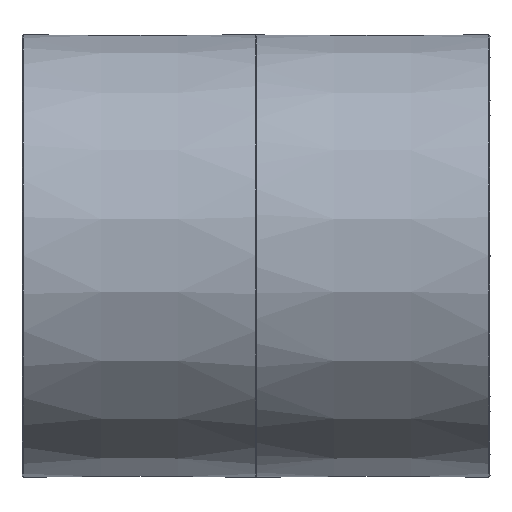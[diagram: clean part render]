
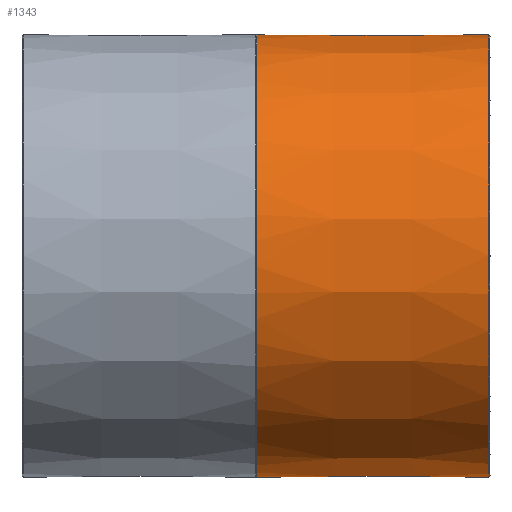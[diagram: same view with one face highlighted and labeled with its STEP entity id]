
A CAD part, top view. The second image highlights one B-rep face of the part: STEP entity #1343.
In plain terms, the highlighted conical face has half-angle 0.024 degrees and reference radius 112.55 mm.
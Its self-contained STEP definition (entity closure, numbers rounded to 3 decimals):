
#109=CONICAL_SURFACE('',#22896,112.55,0.024);
#1343=ADVANCED_FACE('',(#6004,#6005),#109,.T.);
#4564=B_SPLINE_CURVE_WITH_KNOTS('',3,(#33570,#33571,#33572,#33573,#33574,
#33575,#33576,#33577,#33578,#33579,#33580,#33581,#33582,#33583,#33584,#33585,
#33586,#33587,#33588,#33589,#33590,#33591,#33592,#33593,#33594,#33595,#33596,
#33597,#33598,#33599,#33600,#33601,#33602,#33603),.UNSPECIFIED.,.T.,.F.,
(2,2,2,2,2,2,2,2,2,2,2,2,2,2,2,2,2,2,2),(-0.063,0.,0.063,0.125,0.188,
0.25,0.313,0.375,0.438,0.5,0.563,0.625,0.688,0.75,0.813,0.875,0.938,
1.,1.063),.UNSPECIFIED.);
#6004=FACE_BOUND('',#6098,.T.);
#6005=FACE_BOUND('',#6099,.T.);
#6098=EDGE_LOOP('',(#8483));
#6099=EDGE_LOOP('',(#8484));
#7440=CIRCLE('',#22894,112.5);
#8483=ORIENTED_EDGE('',*,*,#17886,.T.);
#8484=ORIENTED_EDGE('',*,*,#17885,.F.);
#15502=VERTEX_POINT('',#33568);
#15503=VERTEX_POINT('',#33604);
#17885=EDGE_CURVE('',#15502,#15502,#7440,.T.);
#17886=EDGE_CURVE('',#15503,#15503,#4564,.T.);
#22894=AXIS2_PLACEMENT_3D('',#33567,#24439,#24440);
#22896=AXIS2_PLACEMENT_3D('',#33605,#24443,#24444);
#24439=DIRECTION('',(1.,0.,0.));
#24440=DIRECTION('',(0.,0.,-1.));
#24443=DIRECTION('',(-1.,0.,0.));
#24444=DIRECTION('',(0.,0.,1.));
#33567=CARTESIAN_POINT('',(81352.808,10733.665,0.));
#33568=CARTESIAN_POINT('',(81352.808,10733.665,-112.5));
#33570=CARTESIAN_POINT('',(81234.808,10718.932,-112.55));
#33571=CARTESIAN_POINT('',(81234.808,10748.398,-112.55));
#33572=CARTESIAN_POINT('',(81234.808,10763.125,-109.621));
#33573=CARTESIAN_POINT('',(81234.808,10790.347,-98.345));
#33574=CARTESIAN_POINT('',(81234.808,10802.832,-90.003));
#33575=CARTESIAN_POINT('',(81234.808,10823.667,-69.167));
#33576=CARTESIAN_POINT('',(81234.808,10832.01,-56.682));
#33577=CARTESIAN_POINT('',(81234.808,10843.286,-29.46));
#33578=CARTESIAN_POINT('',(81234.808,10846.215,-14.733));
#33579=CARTESIAN_POINT('',(81234.808,10846.215,14.733));
#33580=CARTESIAN_POINT('',(81234.808,10843.286,29.46));
#33581=CARTESIAN_POINT('',(81234.808,10832.01,56.682));
#33582=CARTESIAN_POINT('',(81234.808,10823.667,69.167));
#33583=CARTESIAN_POINT('',(81234.808,10802.832,90.003));
#33584=CARTESIAN_POINT('',(81234.808,10790.347,98.345));
#33585=CARTESIAN_POINT('',(81234.808,10763.125,109.621));
#33586=CARTESIAN_POINT('',(81234.808,10748.398,112.55));
#33587=CARTESIAN_POINT('',(81234.808,10718.932,112.55));
#33588=CARTESIAN_POINT('',(81234.808,10704.205,109.621));
#33589=CARTESIAN_POINT('',(81234.808,10676.983,98.345));
#33590=CARTESIAN_POINT('',(81234.808,10664.498,90.003));
#33591=CARTESIAN_POINT('',(81234.808,10643.662,69.167));
#33592=CARTESIAN_POINT('',(81234.808,10635.32,56.682));
#33593=CARTESIAN_POINT('',(81234.808,10624.044,29.46));
#33594=CARTESIAN_POINT('',(81234.808,10621.115,14.733));
#33595=CARTESIAN_POINT('',(81234.808,10621.115,-14.733));
#33596=CARTESIAN_POINT('',(81234.808,10624.044,-29.46));
#33597=CARTESIAN_POINT('',(81234.808,10635.32,-56.682));
#33598=CARTESIAN_POINT('',(81234.808,10643.662,-69.167));
#33599=CARTESIAN_POINT('',(81234.808,10664.498,-90.003));
#33600=CARTESIAN_POINT('',(81234.808,10676.983,-98.345));
#33601=CARTESIAN_POINT('',(81234.808,10704.205,-109.621));
#33602=CARTESIAN_POINT('',(81234.808,10718.932,-112.55));
#33603=CARTESIAN_POINT('',(81234.808,10748.398,-112.55));
#33604=CARTESIAN_POINT('',(81234.808,10733.665,-112.55));
#33605=CARTESIAN_POINT('',(81234.808,10733.665,0.));
